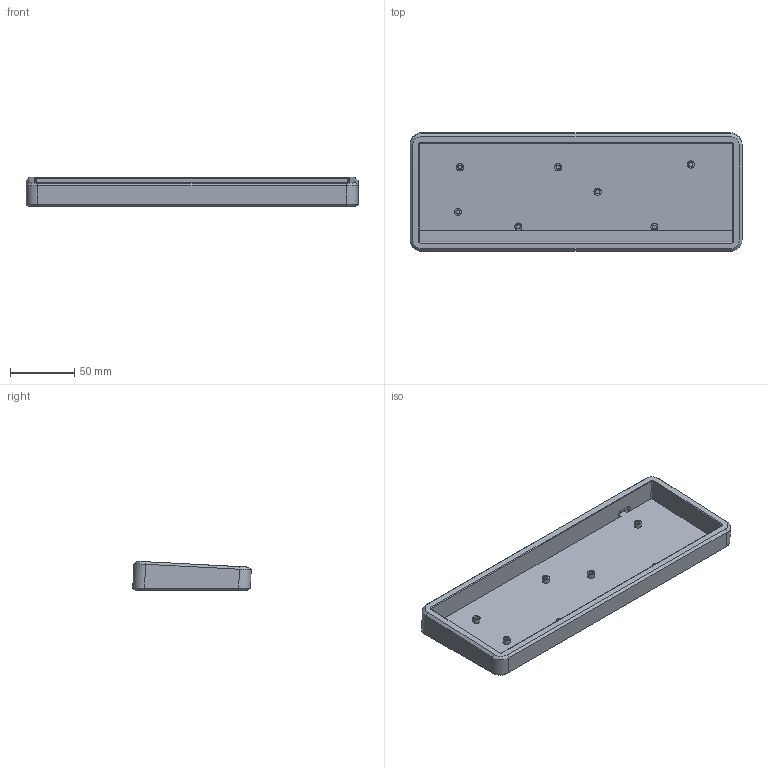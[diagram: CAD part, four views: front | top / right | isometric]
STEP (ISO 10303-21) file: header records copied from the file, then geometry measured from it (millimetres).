
FILE_DESCRIPTION(/* description */ (''),/* implementation_level */ '2;1');
FILE_NAME(/* name */ 'mfr2 fdm.step',/* time_stamp */ '2022-10-15T11:50:20-07:00',/* author */ (''),/* organization */ (''),/* preprocessor_version */ 'ST-DEVELOPER v19',/* originating_system */ 'Autodesk Translation Framework v11.7.0.108',/* authorisation */ '');
FILE_SCHEMA (('AUTOMOTIVE_DESIGN { 1 0 10303 214 3 1 1 }'));
Length unit declared in the file: millimetre
Products named in the file (1): mfr2
Bounding box: 257.89 x 92.07 x 22.92 mm (x, y, z)
Volume: 141722.4 mm3; surface area: 71647.8 mm2
Topology: 1 solids, 1 shells, 136 faces, 299 edges, 188 vertices
Faces by surface type: plane 71, cylinder 45, cone 12, bspline 8
Full cylindrical faces by diameter (mm): 3.2 x7, 5.5 x7, 6.5 x4
Entity records: 4027 total; most frequent: CARTESIAN_POINT 938, DIRECTION 649, ORIENTED_EDGE 598, EDGE_CURVE 299, AXIS2_PLACEMENT_3D 231, VERTEX_POINT 188, LINE 187, VECTOR 187
